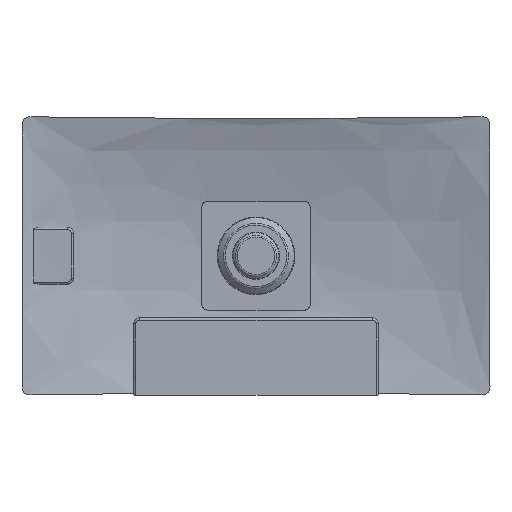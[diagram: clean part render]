
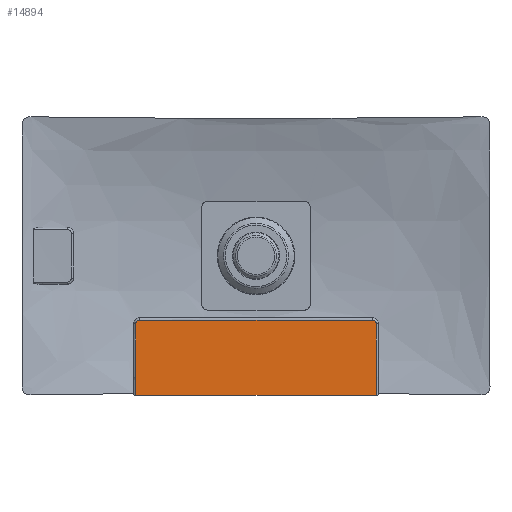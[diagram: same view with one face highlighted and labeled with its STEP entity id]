
A CAD part, front view. The second image highlights one B-rep face of the part: STEP entity #14894.
In plain terms, the highlighted planar face has unit normal (0, -1, 0).
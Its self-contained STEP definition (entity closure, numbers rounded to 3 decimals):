
#169 = ORIENTED_EDGE ( 'NONE', *, *, #3144, .F. ) ;
#463 = CARTESIAN_POINT ( 'NONE',  ( 139.5, -54., -37.952 ) ) ;
#1434 = DIRECTION ( 'NONE',  ( 0., 0., 1. ) ) ;
#2010 = CARTESIAN_POINT ( 'NONE',  ( -141.4, -54., 49.2 ) ) ;
#2185 = VECTOR ( 'NONE', #4536, 1000. ) ;
#2549 = VECTOR ( 'NONE', #18439, 1000. ) ;
#2766 = CARTESIAN_POINT ( 'NONE',  ( -141.4, -54., -57.063 ) ) ;
#3002 = CARTESIAN_POINT ( 'NONE',  ( 274.783, -54., -37.952 ) ) ;
#3144 = EDGE_CURVE ( 'NONE', #16675, #7937, #15107, .T. ) ;
#3804 = CARTESIAN_POINT ( 'NONE',  ( -139.5, -54., 44.7 ) ) ;
#4012 = DIRECTION ( 'NONE',  ( 0., 0., 1. ) ) ;
#4066 = VECTOR ( 'NONE', #14089, 1000. ) ;
#4536 = DIRECTION ( 'NONE',  ( 1., 0., 0. ) ) ;
#4551 = EDGE_CURVE ( 'NONE', #19259, #5602, #8054, .T. ) ;
#5313 = CARTESIAN_POINT ( 'NONE',  ( -137.484, -54., 49.2 ) ) ;
#5596 = EDGE_CURVE ( 'NONE', #16675, #12479, #14236, .T. ) ;
#5602 = VERTEX_POINT ( 'NONE', #7551 ) ;
#5619 = ORIENTED_EDGE ( 'NONE', *, *, #4551, .F. ) ;
#6109 = CARTESIAN_POINT ( 'NONE',  ( 135., -54., 49.2 ) ) ;
#6325 = VERTEX_POINT ( 'NONE', #17255 ) ;
#6403 = ORIENTED_EDGE ( 'NONE', *, *, #11532, .F. ) ;
#6784 = EDGE_CURVE ( 'NONE', #6325, #12479, #10551, .T. ) ;
#7096 = VECTOR ( 'NONE', #4012, 1000. ) ;
#7551 = CARTESIAN_POINT ( 'NONE',  ( 135., -54., 49.2 ) ) ;
#7937 = VERTEX_POINT ( 'NONE', #18958 ) ;
#8054 = LINE ( 'NONE', #2010, #4066 ) ;
#8353 = CARTESIAN_POINT ( 'NONE',  ( -139.5, -54., -57.063 ) ) ;
#8800 = ORIENTED_EDGE ( 'NONE', *, *, #6784, .F. ) ;
#8904 = B_SPLINE_CURVE_WITH_KNOTS ( 'NONE', 3,
 ( #6109, #13713, #18261, #9218 ),
 .UNSPECIFIED., .F., .F.,
 ( 4, 4 ),
 ( 0., 1. ),
 .UNSPECIFIED. ) ;
#9218 = CARTESIAN_POINT ( 'NONE',  ( 139.5, -54., 44.7 ) ) ;
#9793 = AXIS2_PLACEMENT_3D ( 'NONE', #2766, #10484, #1434 ) ;
#10484 = DIRECTION ( 'NONE',  ( 0., 1., 0. ) ) ;
#10551 = LINE ( 'NONE', #13819, #2549 ) ;
#10557 = CARTESIAN_POINT ( 'NONE',  ( -139.5, -54., -37.952 ) ) ;
#11532 = EDGE_CURVE ( 'NONE', #7937, #19259, #19526, .T. ) ;
#11741 = ORIENTED_EDGE ( 'NONE', *, *, #15702, .F. ) ;
#12479 = VERTEX_POINT ( 'NONE', #463 ) ;
#13092 = ORIENTED_EDGE ( 'NONE', *, *, #5596, .T. ) ;
#13713 = CARTESIAN_POINT ( 'NONE',  ( 137.484, -54., 49.2 ) ) ;
#13819 = CARTESIAN_POINT ( 'NONE',  ( 139.5, -54., -57.063 ) ) ;
#14089 = DIRECTION ( 'NONE',  ( 1., 0., 0. ) ) ;
#14236 = LINE ( 'NONE', #3002, #2185 ) ;
#14894 = ADVANCED_FACE ( 'NONE', ( #16152 ), #19528, .F. ) ;
#15107 = LINE ( 'NONE', #8353, #7096 ) ;
#15236 = CARTESIAN_POINT ( 'NONE',  ( -135., -54., 49.2 ) ) ;
#15702 = EDGE_CURVE ( 'NONE', #5602, #6325, #8904, .T. ) ;
#15862 = CARTESIAN_POINT ( 'NONE',  ( -135., -54., 49.2 ) ) ;
#16152 = FACE_OUTER_BOUND ( 'NONE', #17162, .T. ) ;
#16675 = VERTEX_POINT ( 'NONE', #10557 ) ;
#17162 = EDGE_LOOP ( 'NONE', ( #8800, #11741, #5619, #6403, #169, #13092 ) ) ;
#17255 = CARTESIAN_POINT ( 'NONE',  ( 139.5, -54., 44.7 ) ) ;
#18261 = CARTESIAN_POINT ( 'NONE',  ( 139.5, -54., 47.184 ) ) ;
#18439 = DIRECTION ( 'NONE',  ( 0., 0., -1. ) ) ;
#18850 = CARTESIAN_POINT ( 'NONE',  ( -139.5, -54., 47.184 ) ) ;
#18958 = CARTESIAN_POINT ( 'NONE',  ( -139.5, -54., 44.7 ) ) ;
#19259 = VERTEX_POINT ( 'NONE', #15236 ) ;
#19526 = B_SPLINE_CURVE_WITH_KNOTS ( 'NONE', 3,
 ( #3804, #18850, #5313, #15862 ),
 .UNSPECIFIED., .F., .F.,
 ( 4, 4 ),
 ( 0., 1. ),
 .UNSPECIFIED. ) ;
#19528 = PLANE ( 'NONE',  #9793 ) ;
